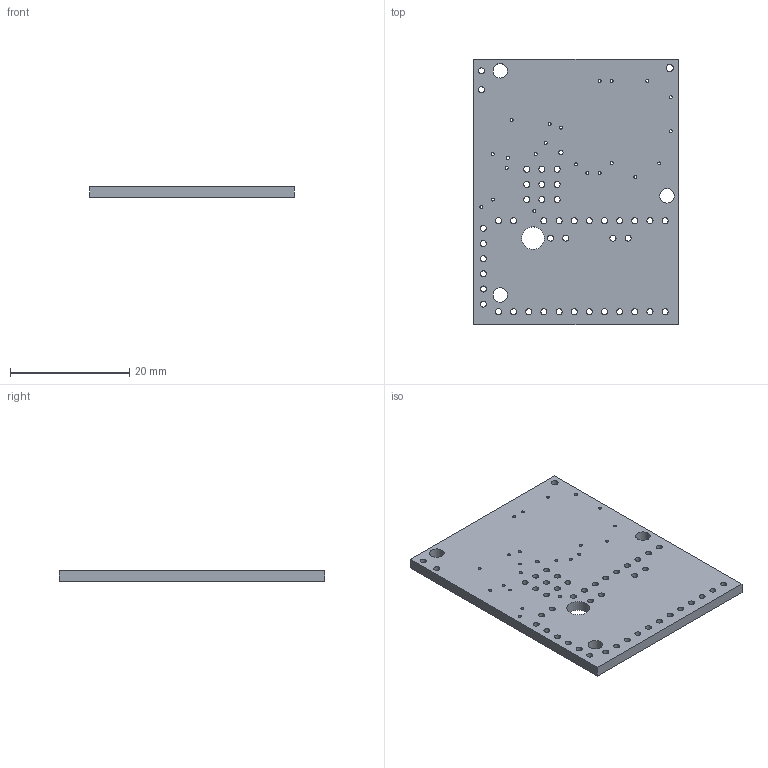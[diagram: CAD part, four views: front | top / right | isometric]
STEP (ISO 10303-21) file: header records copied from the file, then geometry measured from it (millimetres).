
FILE_DESCRIPTION(('FreeCAD Model'),'2;1');
FILE_NAME('Open CASCADE Shape Model','2022-09-05T21:53:48',('Author'),( ''),'Open CASCADE STEP processor 7.5','FreeCAD','Unknown');
FILE_SCHEMA(('AUTOMOTIVE_DESIGN { 1 0 10303 214 1 1 1 1 }'));
Length unit declared in the file: millimetre
Products named in the file (1): Body
Bounding box: 34.29 x 44.45 x 1.78 mm (x, y, z)
Volume: 2590.7 mm3; surface area: 3579.3 mm2
Topology: 1 solids, 1 shells, 78 faces, 228 edges, 152 vertices
Faces by surface type: cylinder 72, plane 6
Full cylindrical faces by diameter (mm): 0.503 x1, 0.508 x21, 0.737 x1, 1.017 x44, 1.167 x1, 2.438 x3, 3.808 x1
Entity records: 6166 total; most frequent: CARTESIAN_POINT 1347, DIRECTION 914, ORIENTED_EDGE 456, PCURVE 456, DEFINITIONAL_REPRESENTATION 456, LINE 396, VECTOR 396, EDGE_CURVE 228
